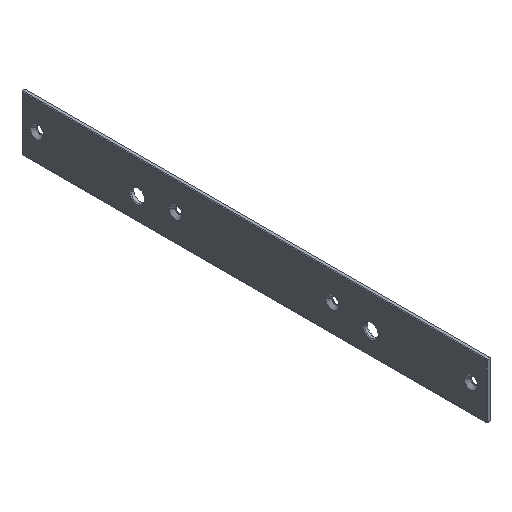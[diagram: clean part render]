
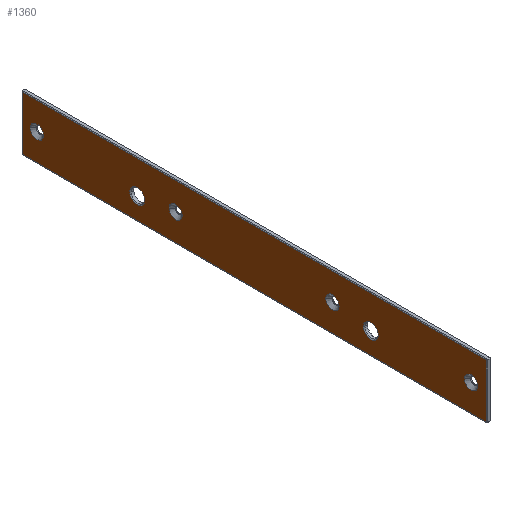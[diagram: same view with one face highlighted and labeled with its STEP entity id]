
A CAD part, isometric view. The second image highlights one B-rep face of the part: STEP entity #1360.
In plain terms, the highlighted planar face has unit normal (-1, 0, 0).
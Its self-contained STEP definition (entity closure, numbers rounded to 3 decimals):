
#139=CARTESIAN_POINT('',(-278.,-149.,126.2));
#140=DIRECTION('',(1.,0.,0.));
#141=DIRECTION('',(0.,-1.,0.));
#142=AXIS2_PLACEMENT_3D('',#139,#140,#141);
#147=CARTESIAN_POINT('',(-278.,-149.,126.2));
#148=DIRECTION('',(1.,0.,0.));
#149=DIRECTION('',(0.,0.,1.));
#150=AXIS2_PLACEMENT_3D('',#147,#148,#149);
#155=CARTESIAN_POINT('',(-278.,-149.,126.2));
#156=DIRECTION('',(1.,0.,0.));
#157=DIRECTION('',(0.,1.,0.));
#158=AXIS2_PLACEMENT_3D('',#155,#156,#157);
#163=CARTESIAN_POINT('',(-278.,-149.,126.2));
#164=DIRECTION('',(1.,0.,0.));
#165=DIRECTION('',(0.,0.,-1.));
#166=AXIS2_PLACEMENT_3D('',#163,#164,#165);
#171=CARTESIAN_POINT('',(-278.,149.,126.2));
#172=DIRECTION('',(1.,0.,0.));
#173=DIRECTION('',(0.,-1.,0.));
#174=AXIS2_PLACEMENT_3D('',#171,#172,#173);
#179=CARTESIAN_POINT('',(-278.,149.,126.2));
#180=DIRECTION('',(1.,0.,0.));
#181=DIRECTION('',(0.,0.,1.));
#182=AXIS2_PLACEMENT_3D('',#179,#180,#181);
#187=CARTESIAN_POINT('',(-278.,149.,126.2));
#188=DIRECTION('',(1.,0.,0.));
#189=DIRECTION('',(0.,1.,0.));
#190=AXIS2_PLACEMENT_3D('',#187,#188,#189);
#195=CARTESIAN_POINT('',(-278.,149.,126.2));
#196=DIRECTION('',(1.,0.,0.));
#197=DIRECTION('',(0.,0.,-1.));
#198=AXIS2_PLACEMENT_3D('',#195,#196,#197);
#203=CARTESIAN_POINT('',(-278.,-100.,133.2));
#204=DIRECTION('',(1.,0.,0.));
#205=DIRECTION('',(0.,1.,0.));
#206=AXIS2_PLACEMENT_3D('',#203,#204,#205);
#211=CARTESIAN_POINT('',(-278.,-100.,133.2));
#212=DIRECTION('',(1.,0.,0.));
#213=DIRECTION('',(0.,-1.,0.));
#214=AXIS2_PLACEMENT_3D('',#211,#212,#213);
#219=CARTESIAN_POINT('',(-278.,100.,133.2));
#220=DIRECTION('',(1.,0.,0.));
#221=DIRECTION('',(0.,1.,0.));
#222=AXIS2_PLACEMENT_3D('',#219,#220,#221);
#227=CARTESIAN_POINT('',(-278.,100.,133.2));
#228=DIRECTION('',(1.,0.,0.));
#229=DIRECTION('',(0.,-1.,0.));
#230=AXIS2_PLACEMENT_3D('',#227,#228,#229);
#235=CARTESIAN_POINT('',(-278.,-277.,133.2));
#236=DIRECTION('',(1.,0.,0.));
#237=DIRECTION('',(0.,1.,0.));
#238=AXIS2_PLACEMENT_3D('',#235,#236,#237);
#243=CARTESIAN_POINT('',(-278.,-277.,133.2));
#244=DIRECTION('',(1.,0.,0.));
#245=DIRECTION('',(0.,-1.,0.));
#246=AXIS2_PLACEMENT_3D('',#243,#244,#245);
#251=CARTESIAN_POINT('',(-278.,277.,133.2));
#252=DIRECTION('',(1.,0.,0.));
#253=DIRECTION('',(0.,1.,0.));
#254=AXIS2_PLACEMENT_3D('',#251,#252,#253);
#259=CARTESIAN_POINT('',(-278.,277.,133.2));
#260=DIRECTION('',(1.,0.,0.));
#261=DIRECTION('',(0.,-1.,0.));
#262=AXIS2_PLACEMENT_3D('',#259,#260,#261);
#267=DIRECTION('',(0.,0.,1.));
#268=VECTOR('',#267,68.8);
#269=CARTESIAN_POINT('',(-278.,296.,98.8));
#270=LINE('',#269,#268);
#302=DIRECTION('',(0.,-1.,0.));
#303=VECTOR('',#302,592.);
#304=CARTESIAN_POINT('',(-278.,296.,167.6));
#305=LINE('',#304,#303);
#661=DIRECTION('',(0.,1.,0.));
#662=VECTOR('',#661,592.);
#663=CARTESIAN_POINT('',(-278.,-296.,98.8));
#664=LINE('',#663,#662);
#724=DIRECTION('',(0.,0.,-1.));
#725=VECTOR('',#724,68.8);
#726=CARTESIAN_POINT('',(-278.,-296.,167.6));
#727=LINE('',#726,#725);
#1097=CARTESIAN_POINT('',(-278.,296.,98.8));
#1098=CARTESIAN_POINT('',(-278.,296.,167.6));
#1099=VERTEX_POINT('',#1097);
#1100=VERTEX_POINT('',#1098);
#1101=CARTESIAN_POINT('',(-278.,-296.,98.8));
#1102=VERTEX_POINT('',#1101);
#1103=CARTESIAN_POINT('',(-278.,-296.,167.6));
#1104=VERTEX_POINT('',#1103);
#1153=CARTESIAN_POINT('',(-278.,285.4,133.2));
#1154=VERTEX_POINT('',#1153);
#1155=CARTESIAN_POINT('',(-278.,268.6,133.2));
#1156=VERTEX_POINT('',#1155);
#1174=CARTESIAN_POINT('',(-278.,-149.,135.7));
#1176=VERTEX_POINT('',#1174);
#1178=CARTESIAN_POINT('',(-278.,-149.,116.7));
#1180=VERTEX_POINT('',#1178);
#1181=CARTESIAN_POINT('',(-278.,-139.5,126.2));
#1182=VERTEX_POINT('',#1181);
#1183=CARTESIAN_POINT('',(-278.,-158.5,126.2));
#1184=VERTEX_POINT('',#1183);
#1198=CARTESIAN_POINT('',(-278.,149.,135.7));
#1200=VERTEX_POINT('',#1198);
#1202=CARTESIAN_POINT('',(-278.,149.,116.7));
#1204=VERTEX_POINT('',#1202);
#1205=CARTESIAN_POINT('',(-278.,158.5,126.2));
#1206=VERTEX_POINT('',#1205);
#1207=CARTESIAN_POINT('',(-278.,139.5,126.2));
#1208=VERTEX_POINT('',#1207);
#1229=CARTESIAN_POINT('',(-278.,-268.6,133.2));
#1230=VERTEX_POINT('',#1229);
#1231=CARTESIAN_POINT('',(-278.,-285.4,133.2));
#1232=VERTEX_POINT('',#1231);
#1241=CARTESIAN_POINT('',(-278.,108.4,133.2));
#1242=VERTEX_POINT('',#1241);
#1243=CARTESIAN_POINT('',(-278.,91.6,133.2));
#1244=VERTEX_POINT('',#1243);
#1253=CARTESIAN_POINT('',(-278.,-91.6,133.2));
#1254=VERTEX_POINT('',#1253);
#1255=CARTESIAN_POINT('',(-278.,-108.4,133.2));
#1256=VERTEX_POINT('',#1255);
#1302=CARTESIAN_POINT('',(-278.,38.,172.7));
#1303=DIRECTION('',(-1.,0.,0.));
#1304=DIRECTION('',(0.,0.,-1.));
#1305=AXIS2_PLACEMENT_3D('',#1302,#1303,#1304);
#1306=PLANE('',#1305);
#1308=ORIENTED_EDGE('',*,*,#1307,.T.);
#1310=ORIENTED_EDGE('',*,*,#1309,.T.);
#1312=ORIENTED_EDGE('',*,*,#1311,.T.);
#1314=ORIENTED_EDGE('',*,*,#1313,.T.);
#1315=EDGE_LOOP('',(#1308,#1310,#1312,#1314));
#1316=FACE_OUTER_BOUND('',#1315,.F.);
#1318=ORIENTED_EDGE('',*,*,#1317,.F.);
#1320=ORIENTED_EDGE('',*,*,#1319,.F.);
#1322=ORIENTED_EDGE('',*,*,#1321,.F.);
#1324=ORIENTED_EDGE('',*,*,#1323,.F.);
#1325=EDGE_LOOP('',(#1318,#1320,#1322,#1324));
#1326=FACE_BOUND('',#1325,.F.);
#1328=ORIENTED_EDGE('',*,*,#1327,.F.);
#1330=ORIENTED_EDGE('',*,*,#1329,.F.);
#1332=ORIENTED_EDGE('',*,*,#1331,.F.);
#1334=ORIENTED_EDGE('',*,*,#1333,.F.);
#1335=EDGE_LOOP('',(#1328,#1330,#1332,#1334));
#1336=FACE_BOUND('',#1335,.F.);
#1338=ORIENTED_EDGE('',*,*,#1337,.F.);
#1340=ORIENTED_EDGE('',*,*,#1339,.F.);
#1341=EDGE_LOOP('',(#1338,#1340));
#1342=FACE_BOUND('',#1341,.F.);
#1344=ORIENTED_EDGE('',*,*,#1343,.F.);
#1346=ORIENTED_EDGE('',*,*,#1345,.F.);
#1347=EDGE_LOOP('',(#1344,#1346));
#1348=FACE_BOUND('',#1347,.F.);
#1350=ORIENTED_EDGE('',*,*,#1349,.F.);
#1352=ORIENTED_EDGE('',*,*,#1351,.F.);
#1353=EDGE_LOOP('',(#1350,#1352));
#1354=FACE_BOUND('',#1353,.F.);
#1355=ORIENTED_EDGE('',*,*,#1285,.F.);
#1357=ORIENTED_EDGE('',*,*,#1356,.F.);
#1358=EDGE_LOOP('',(#1355,#1357));
#1359=FACE_BOUND('',#1358,.F.);
#143=CIRCLE('',#142,9.5);
#151=CIRCLE('',#150,9.5);
#159=CIRCLE('',#158,9.5);
#167=CIRCLE('',#166,9.5);
#175=CIRCLE('',#174,9.5);
#183=CIRCLE('',#182,9.5);
#191=CIRCLE('',#190,9.5);
#199=CIRCLE('',#198,9.5);
#207=CIRCLE('',#206,8.4);
#215=CIRCLE('',#214,8.4);
#223=CIRCLE('',#222,8.4);
#231=CIRCLE('',#230,8.4);
#239=CIRCLE('',#238,8.4);
#247=CIRCLE('',#246,8.4);
#255=CIRCLE('',#254,8.4);
#263=CIRCLE('',#262,8.4);
#1285=EDGE_CURVE('',#1154,#1156,#255,.T.);
#1307=EDGE_CURVE('',#1099,#1100,#270,.T.);
#1309=EDGE_CURVE('',#1100,#1104,#305,.T.);
#1311=EDGE_CURVE('',#1104,#1102,#727,.T.);
#1313=EDGE_CURVE('',#1102,#1099,#664,.T.);
#1317=EDGE_CURVE('',#1184,#1180,#143,.T.);
#1319=EDGE_CURVE('',#1176,#1184,#151,.T.);
#1321=EDGE_CURVE('',#1182,#1176,#159,.T.);
#1323=EDGE_CURVE('',#1180,#1182,#167,.T.);
#1327=EDGE_CURVE('',#1208,#1204,#175,.T.);
#1329=EDGE_CURVE('',#1200,#1208,#183,.T.);
#1331=EDGE_CURVE('',#1206,#1200,#191,.T.);
#1333=EDGE_CURVE('',#1204,#1206,#199,.T.);
#1337=EDGE_CURVE('',#1254,#1256,#207,.T.);
#1339=EDGE_CURVE('',#1256,#1254,#215,.T.);
#1343=EDGE_CURVE('',#1242,#1244,#223,.T.);
#1345=EDGE_CURVE('',#1244,#1242,#231,.T.);
#1349=EDGE_CURVE('',#1230,#1232,#239,.T.);
#1351=EDGE_CURVE('',#1232,#1230,#247,.T.);
#1356=EDGE_CURVE('',#1156,#1154,#263,.T.);
#1360=ADVANCED_FACE('',(#1316,#1326,#1336,#1342,#1348,#1354,#1359),#1306,.T.);
